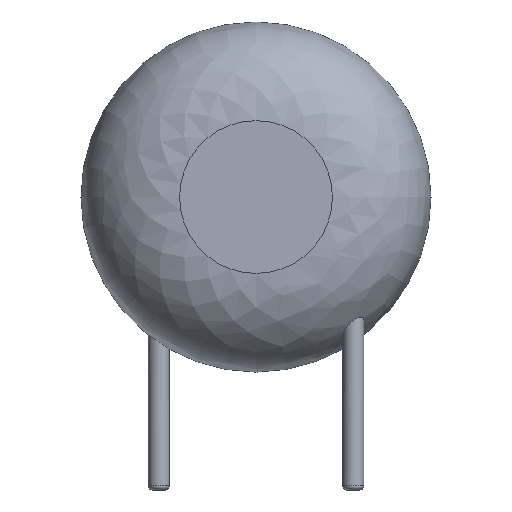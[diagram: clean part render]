
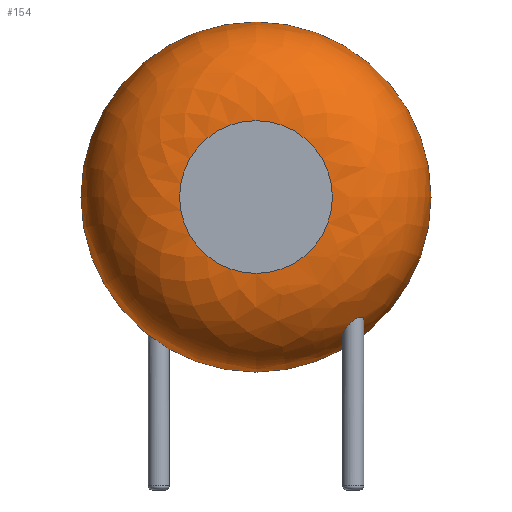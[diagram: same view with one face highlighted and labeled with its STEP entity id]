
A CAD part, front view. The second image highlights one B-rep face of the part: STEP entity #154.
In plain terms, the highlighted face is a revolution surface.
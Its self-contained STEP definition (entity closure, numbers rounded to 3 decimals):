
#24 = VERTEX_POINT('',#25);
#25 = CARTESIAN_POINT('',(7.,-1.313,4.53));
#31 = EDGE_CURVE('',#24,#24,#32,.T.);
#32 = CIRCLE('',#33,4.5);
#33 = AXIS2_PLACEMENT_3D('',#34,#35,#36);
#34 = CARTESIAN_POINT('',(2.5,-1.313,4.53));
#35 = DIRECTION('',(0.,-1.,0.));
#36 = DIRECTION('',(1.,0.,0.));
#154 = ADVANCED_FACE('',(#155,#175),#243,.T.);
#155 = FACE_BOUND('',#156,.T.);
#156 = EDGE_LOOP('',(#157,#158,#167,#174));
#157 = ORIENTED_EDGE('',*,*,#31,.T.);
#158 = ORIENTED_EDGE('',*,*,#159,.T.);
#159 = EDGE_CURVE('',#24,#160,#162,.T.);
#160 = VERTEX_POINT('',#161);
#161 = CARTESIAN_POINT('',(4.463,-3.85,4.53));
#162 = CIRCLE('',#163,2.537);
#163 = AXIS2_PLACEMENT_3D('',#164,#165,#166);
#164 = CARTESIAN_POINT('',(4.463,-1.313,4.53));
#165 = DIRECTION('',(0.,0.,-1.));
#166 = DIRECTION('',(1.,0.,0.));
#167 = ORIENTED_EDGE('',*,*,#168,.F.);
#168 = EDGE_CURVE('',#160,#160,#169,.T.);
#169 = CIRCLE('',#170,1.963);
#170 = AXIS2_PLACEMENT_3D('',#171,#172,#173);
#171 = CARTESIAN_POINT('',(2.5,-3.85,4.53));
#172 = DIRECTION('',(0.,-1.,0.));
#173 = DIRECTION('',(1.,0.,0.));
#174 = ORIENTED_EDGE('',*,*,#159,.F.);
#175 = FACE_BOUND('',#176,.T.);
#176 = EDGE_LOOP('',(#177,#196));
#177 = ORIENTED_EDGE('',*,*,#178,.T.);
#178 = EDGE_CURVE('',#179,#181,#183,.T.);
#179 = VERTEX_POINT('',#180);
#180 = CARTESIAN_POINT('',(5.27,-2.5,1.366));
#181 = VERTEX_POINT('',#182);
#182 = CARTESIAN_POINT('',(5.028,-2.231,1.017
));
#183 = B_SPLINE_CURVE_WITH_KNOTS('',6,(#184,#185,#186,#187,#188,#189,
#190,#191,#192,#193,#194,#195),.UNSPECIFIED.,.F.,.F.,(7,5,7),(
0.,0.497,1.),.UNSPECIFIED.);
#184 = CARTESIAN_POINT('',(5.27,-2.5,1.366));
#185 = CARTESIAN_POINT('',(5.27,-2.467,1.342));
#186 = CARTESIAN_POINT('',(5.265,-2.434,1.316
));
#187 = CARTESIAN_POINT('',(5.255,-2.402,1.288
));
#188 = CARTESIAN_POINT('',(5.242,-2.373,1.258
));
#189 = CARTESIAN_POINT('',(5.224,-2.345,1.227
));
#190 = CARTESIAN_POINT('',(5.18,-2.297,1.165
));
#191 = CARTESIAN_POINT('',(5.155,-2.275,1.134)
);
#192 = CARTESIAN_POINT('',(5.127,-2.257,1.102
));
#193 = CARTESIAN_POINT('',(5.095,-2.244,1.072)
);
#194 = CARTESIAN_POINT('',(5.062,-2.235,1.043)
);
#195 = CARTESIAN_POINT('',(5.028,-2.231,1.017
));
#196 = ORIENTED_EDGE('',*,*,#197,.T.);
#197 = EDGE_CURVE('',#181,#179,#198,.T.);
#198 = B_SPLINE_CURVE_WITH_KNOTS('',7,(#199,#200,#201,#202,#203,#204,
#205,#206,#207,#208,#209,#210,#211,#212,#213,#214,#215,#216,#217,
#218,#219,#220,#221,#222,#223,#224,#225,#226,#227,#228,#229,#230,
#231,#232,#233,#234,#235,#236,#237,#238,#239,#240,#241,#242),
.UNSPECIFIED.,.F.,.F.,(8,6,6,6,6,6,6,8),(0.,0.209,
0.375,0.533,0.683,0.82,
0.931,1.),.UNSPECIFIED.);
#199 = CARTESIAN_POINT('',(5.028,-2.231,1.017
));
#200 = CARTESIAN_POINT('',(4.989,-2.227,0.987
));
#201 = CARTESIAN_POINT('',(4.949,-2.23,0.96
));
#202 = CARTESIAN_POINT('',(4.909,-2.239,0.938
));
#203 = CARTESIAN_POINT('',(4.871,-2.256,0.92
));
#204 = CARTESIAN_POINT('',(4.836,-2.279,0.908
));
#205 = CARTESIAN_POINT('',(4.806,-2.308,0.904
));
#206 = CARTESIAN_POINT('',(4.763,-2.367,0.908
));
#207 = CARTESIAN_POINT('',(4.748,-2.396,0.914
));
#208 = CARTESIAN_POINT('',(4.737,-2.426,0.924
));
#209 = CARTESIAN_POINT('',(4.73,-2.457,0.938
));
#210 = CARTESIAN_POINT('',(4.727,-2.488,0.955
));
#211 = CARTESIAN_POINT('',(4.729,-2.518,0.975
));
#212 = CARTESIAN_POINT('',(4.739,-2.575,1.019
));
#213 = CARTESIAN_POINT('',(4.747,-2.602,1.043)
);
#214 = CARTESIAN_POINT('',(4.759,-2.628,1.068
));
#215 = CARTESIAN_POINT('',(4.773,-2.652,1.095
));
#216 = CARTESIAN_POINT('',(4.79,-2.673,1.123
));
#217 = CARTESIAN_POINT('',(4.809,-2.693,1.152
));
#218 = CARTESIAN_POINT('',(4.851,-2.726,1.207
));
#219 = CARTESIAN_POINT('',(4.873,-2.74,1.234
));
#220 = CARTESIAN_POINT('',(4.896,-2.752,1.261
));
#221 = CARTESIAN_POINT('',(4.922,-2.761,1.288
));
#222 = CARTESIAN_POINT('',(4.948,-2.767,1.313)
);
#223 = CARTESIAN_POINT('',(4.975,-2.77,1.337
));
#224 = CARTESIAN_POINT('',(5.028,-2.77,1.378)
);
#225 = CARTESIAN_POINT('',(5.053,-2.767,1.396
));
#226 = CARTESIAN_POINT('',(5.079,-2.761,1.411)
);
#227 = CARTESIAN_POINT('',(5.104,-2.752,1.424
));
#228 = CARTESIAN_POINT('',(5.128,-2.74,1.434
));
#229 = CARTESIAN_POINT('',(5.15,-2.726,1.441
));
#230 = CARTESIAN_POINT('',(5.188,-2.695,1.446
));
#231 = CARTESIAN_POINT('',(5.203,-2.68,1.447
));
#232 = CARTESIAN_POINT('',(5.217,-2.663,1.445
));
#233 = CARTESIAN_POINT('',(5.23,-2.645,1.441
));
#234 = CARTESIAN_POINT('',(5.24,-2.626,1.435
));
#235 = CARTESIAN_POINT('',(5.249,-2.607,1.427
));
#236 = CARTESIAN_POINT('',(5.26,-2.575,1.412)
);
#237 = CARTESIAN_POINT('',(5.263,-2.563,1.405
));
#238 = CARTESIAN_POINT('',(5.266,-2.55,1.398
));
#239 = CARTESIAN_POINT('',(5.268,-2.538,1.391
));
#240 = CARTESIAN_POINT('',(5.269,-2.525,1.383
));
#241 = CARTESIAN_POINT('',(5.27,-2.512,1.375));
#242 = CARTESIAN_POINT('',(5.27,-2.5,1.366));
#243 = SURFACE_OF_REVOLUTION('',#244,#257);
#244 = B_SPLINE_CURVE_WITH_KNOTS('',6,(#245,#246,#247,#248,#249,#250,
#251,#252,#253,#254,#255,#256),.UNSPECIFIED.,.F.,.F.,(7,5,7),(
0.,0.785,1.571),.UNSPECIFIED.);
#245 = CARTESIAN_POINT('',(7.,-1.313,4.53));
#246 = CARTESIAN_POINT('',(7.,-1.645,4.53));
#247 = CARTESIAN_POINT('',(6.948,-1.977,4.53));
#248 = CARTESIAN_POINT('',(6.844,-2.299,4.53));
#249 = CARTESIAN_POINT('',(6.69,-2.601,4.53));
#250 = CARTESIAN_POINT('',(6.492,-2.872,4.53));
#251 = CARTESIAN_POINT('',(6.022,-3.342,4.53));
#252 = CARTESIAN_POINT('',(5.751,-3.54,4.53));
#253 = CARTESIAN_POINT('',(5.449,-3.694,4.53));
#254 = CARTESIAN_POINT('',(5.127,-3.798,4.53));
#255 = CARTESIAN_POINT('',(4.795,-3.85,4.53));
#256 = CARTESIAN_POINT('',(4.463,-3.85,4.53));
#257 = AXIS1_PLACEMENT('',#258,#259);
#258 = CARTESIAN_POINT('',(2.5,-1.313,4.53));
#259 = DIRECTION('',(0.,-1.,0.));
